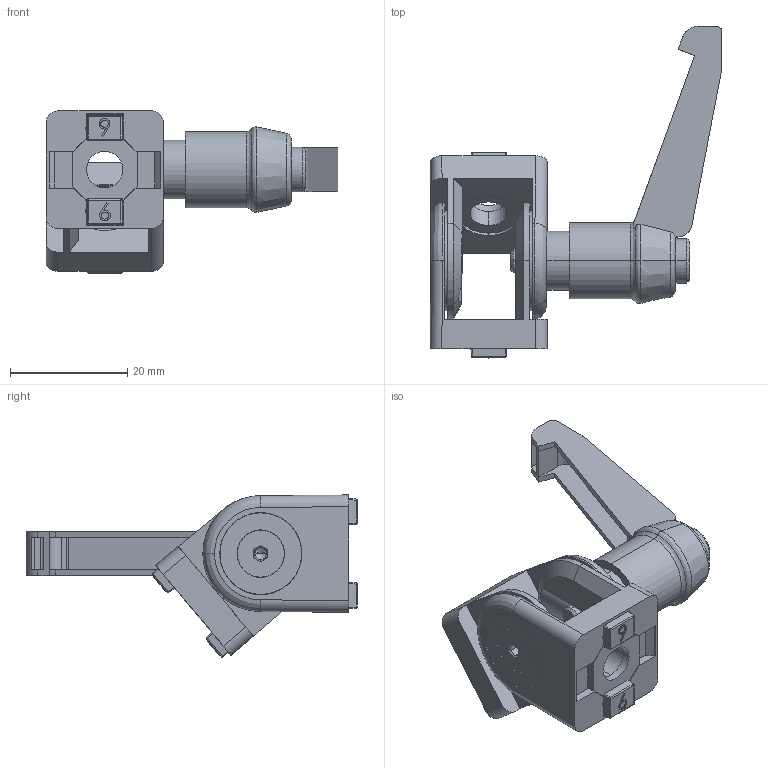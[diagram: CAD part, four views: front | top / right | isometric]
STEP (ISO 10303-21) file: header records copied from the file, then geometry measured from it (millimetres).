
FILE_DESCRIPTION(('STEP AP214'),'1');
FILE_NAME('fath_093gaf20an.stp','2017-04-25T13:59:47',('TraceParts'),('TraceParts S.A.'),'Spatial InterOp 3D',' ',' ');
FILE_SCHEMA(('automotive_design'));
Length unit declared in the file: millimetre
Products named in the file (11): fath_093gaf20an_1; fath_093gaf20an_2; fath_093gaf20an_3; fath_093gaf20an_4; fath_093gaf20an_5; fath_093gaf20an_6; fath_093gaf20an_7; fath_093gaf20an_8; fath_093gaf20an_9; fath_093gaf20an_10; fath_093gaf20an_11
Bounding box: 49.73 x 56.55 x 27.62 mm (x, y, z)
Volume: 10404.9 mm3; surface area: 10972.1 mm2
Topology: 11 solids, 11 shells, 577 faces, 1408 edges, 879 vertices
Faces by surface type: plane 255, cylinder 181, bspline 50, torus 40, cone 35, sphere 16
Entity records: 24036 total; most frequent: CARTESIAN_POINT 5806, ORIENTED_EDGE 2812, DIRECTION 2767, EDGE_CURVE 1406, AXIS2_PLACEMENT_3D 1014, VERTEX_POINT 879, LINE 739, VECTOR 739
